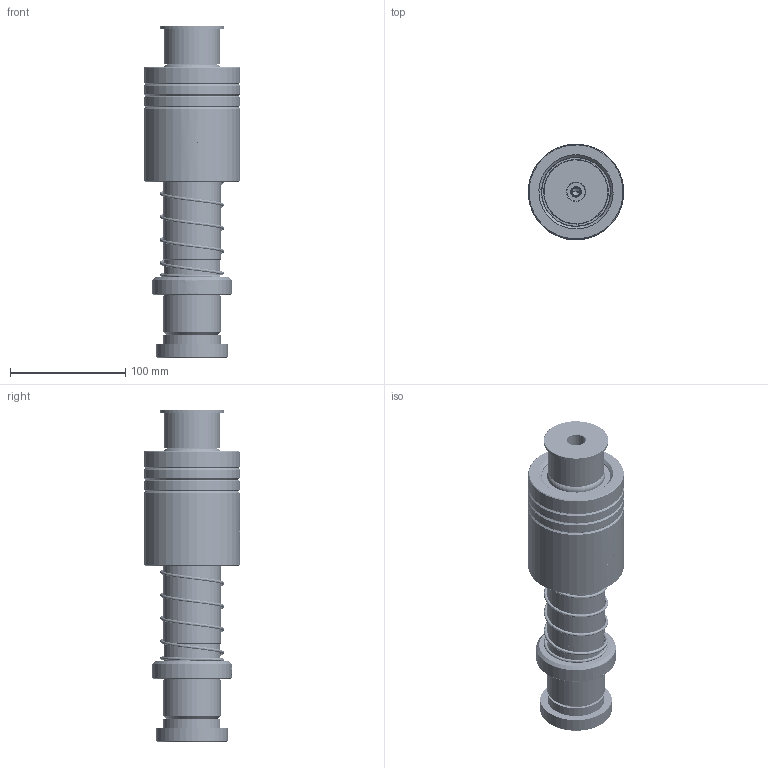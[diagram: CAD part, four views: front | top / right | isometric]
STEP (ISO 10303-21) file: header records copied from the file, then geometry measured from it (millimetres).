
FILE_DESCRIPTION (( 'STEP AP214' ), '1' );
FILE_NAME ('HKSH(HKJH)-D50-L200(BL-100).STEP', '2024-10-26T06:34:19', ( '111' ), ( '21222' ), 'SwSTEP 2.0', 'SolidWorks 2020', '' );
FILE_SCHEMA (( 'AUTOMOTIVE_DESIGN' ));
Length unit declared in the file: millimetre
Products named in the file (9): HKSH(HKJH)-D50-L200(BL-100); BSH-59.5-50.5-L90; BSH-D59.5-50.5-L90郪蚾; DRPK蹟簽D50; BALL-D5; GTK-D56-d49; TRPK-D50-L200; HWP-D55.7-50.5-L90; TBB-D83-d60-L100
Assembly tree (367 placements, depth 3):
  HKSH(HKJH)-D50-L200(BL-100)
    TRPK-D50-L200
    DRPK蹟簽D50
    GTK-D56-d49
    TBB-D83-d60-L100
    HWP-D55.7-50.5-L90
    BSH-D59.5-50.5-L90郪蚾
      BSH-59.5-50.5-L90
      BALL-D5  x360
Bounding box: 82.86 x 82.93 x 288 mm (x, y, z)
Volume: 908941.5 mm3; surface area: 211309.3 mm2
Topology: 366 solids, 366 shells, 1638 faces, 6981 edges, 4630 vertices
Faces by surface type: sphere 1440, cone 58, cylinder 56, plane 36, torus 26, bspline 22
Entity records: 67128 total; most frequent: CARTESIAN_POINT 40918, ORIENTED_EDGE 5304, DIRECTION 4566, EDGE_CURVE 2652, AXIS2_PLACEMENT_3D 2205, VERTEX_POINT 1738, EDGE_LOOP 1640, B_SPLINE_CURVE_WITH_KNOTS 1561
